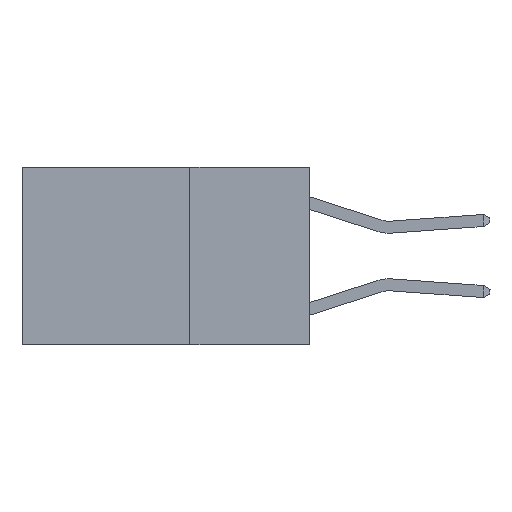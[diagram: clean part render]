
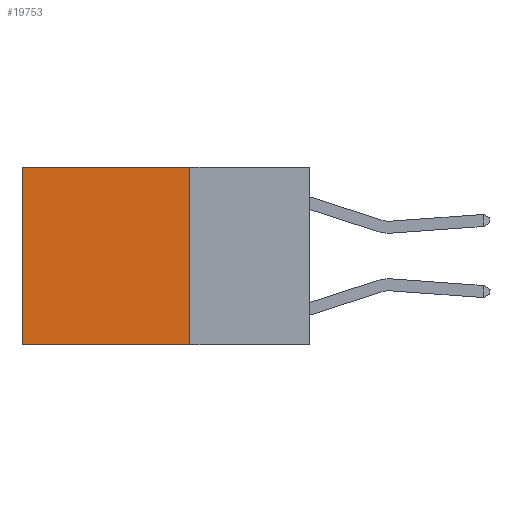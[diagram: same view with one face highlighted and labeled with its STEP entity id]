
A CAD part, left-side view. The second image highlights one B-rep face of the part: STEP entity #19753.
In plain terms, the highlighted planar face has unit normal (-1, 0, 0).
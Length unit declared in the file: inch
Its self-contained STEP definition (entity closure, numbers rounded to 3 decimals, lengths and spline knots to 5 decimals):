
#21 = DIRECTION ( 'NONE',  ( 0., 1., 0. ) ) ;
#1727 = ORIENTED_EDGE ( 'NONE', *, *, #25361, .F. ) ;
#2476 = EDGE_LOOP ( 'NONE', ( #9850, #1727, #16780, #24837 ) ) ;
#2527 = LINE ( 'NONE', #4453, #25262 ) ;
#2772 = CARTESIAN_POINT ( 'NONE',  ( 0.2625, 0.25, 0. ) ) ;
#3945 = FACE_OUTER_BOUND ( 'NONE', #2476, .T. ) ;
#4453 = CARTESIAN_POINT ( 'NONE',  ( 0.2625, 0.6, 0. ) ) ;
#4459 = CARTESIAN_POINT ( 'NONE',  ( 0.2625, 0.25, -0.37 ) ) ;
#4908 = DIRECTION ( 'NONE',  ( 0., 1., 0. ) ) ;
#5764 = LINE ( 'NONE', #21253, #28547 ) ;
#5816 = DIRECTION ( 'NONE',  ( 0., 0., -1. ) ) ;
#5834 = VECTOR ( 'NONE', #21, 39.37008 ) ;
#7063 = CARTESIAN_POINT ( 'NONE',  ( 0.2625, 0.25, 0. ) ) ;
#7962 = PLANE ( 'NONE',  #25786 ) ;
#9850 = ORIENTED_EDGE ( 'NONE', *, *, #20264, .T. ) ;
#14313 = CARTESIAN_POINT ( 'NONE',  ( 0.2625, 0.6, 0. ) ) ;
#15042 = VERTEX_POINT ( 'NONE', #14313 ) ;
#15945 = CARTESIAN_POINT ( 'NONE',  ( 0.2625, 0.25, -0.37 ) ) ;
#16780 = ORIENTED_EDGE ( 'NONE', *, *, #19202, .F. ) ;
#19023 = DIRECTION ( 'NONE',  ( 1., 0., 0. ) ) ;
#19202 = EDGE_CURVE ( 'NONE', #22862, #22877, #5764, .T. ) ;
#19407 = CARTESIAN_POINT ( 'NONE',  ( 0.2625, 0.6, -0.37 ) ) ;
#19699 = VECTOR ( 'NONE', #4908, 39.37008 ) ;
#19753 = ADVANCED_FACE ( 'NONE', ( #3945 ), #7962, .F. ) ;
#20264 = EDGE_CURVE ( 'NONE', #15042, #24294, #2527, .T. ) ;
#20941 = EDGE_CURVE ( 'NONE', #22862, #15042, #26258, .T. ) ;
#21253 = CARTESIAN_POINT ( 'NONE',  ( 0.2625, 0.25, 0. ) ) ;
#22062 = DIRECTION ( 'NONE',  ( 0., 0., -1. ) ) ;
#22725 = LINE ( 'NONE', #4459, #5834 ) ;
#22862 = VERTEX_POINT ( 'NONE', #2772 ) ;
#22877 = VERTEX_POINT ( 'NONE', #15945 ) ;
#23333 = CARTESIAN_POINT ( 'NONE',  ( 0.2625, 0.25, 0. ) ) ;
#24294 = VERTEX_POINT ( 'NONE', #19407 ) ;
#24837 = ORIENTED_EDGE ( 'NONE', *, *, #20941, .T. ) ;
#25262 = VECTOR ( 'NONE', #22062, 39.37008 ) ;
#25361 = EDGE_CURVE ( 'NONE', #22877, #24294, #22725, .T. ) ;
#25688 = DIRECTION ( 'NONE',  ( 0., 0., -1. ) ) ;
#25786 = AXIS2_PLACEMENT_3D ( 'NONE', #23333, #19023, #5816 ) ;
#26258 = LINE ( 'NONE', #7063, #19699 ) ;
#28547 = VECTOR ( 'NONE', #25688, 39.37008 ) ;
